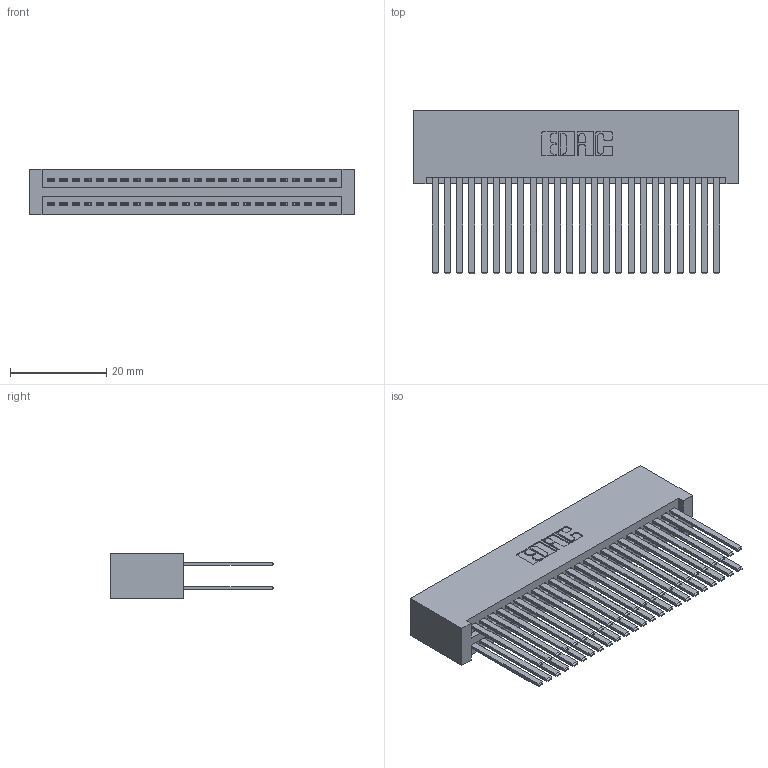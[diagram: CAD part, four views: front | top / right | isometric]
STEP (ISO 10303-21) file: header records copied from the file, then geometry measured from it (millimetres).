
FILE_DESCRIPTION (( 'STEP AP203' ), '1' );
FILE_NAME ('345-048-544-201.STEP', '2018-09-12T02:01:43', ( '' ), ( '' ), 'SwSTEP 2.0', 'SolidWorks 2016', '' );
FILE_SCHEMA (( 'CONFIG_CONTROL_DESIGN' ));
Length unit declared in the file: inch
Products named in the file (3): 345 Part_No Mounting Lugs; 345-292-001_345-293-144; 345-048-544-201
Assembly tree (49 placements, depth 2):
  345-048-544-201
    345 Part_No Mounting Lugs
    345-292-001_345-293-144  x48
Bounding box: 67.56 x 33.96 x 9.4 mm (x, y, z)
Volume: 7684.9 mm3; surface area: 13286.4 mm2
Topology: 49 solids, 49 shells, 2230 faces, 6605 edges, 4338 vertices
Faces by surface type: plane 1468, cylinder 762
Entity records: 20793 total; most frequent: CARTESIAN_POINT 3500, ORIENTED_EDGE 3434, DIRECTION 3101, EDGE_CURVE 1717, VECTOR 1501, LINE 1501, VERTEX_POINT 1142, AXIS2_PLACEMENT_3D 800
